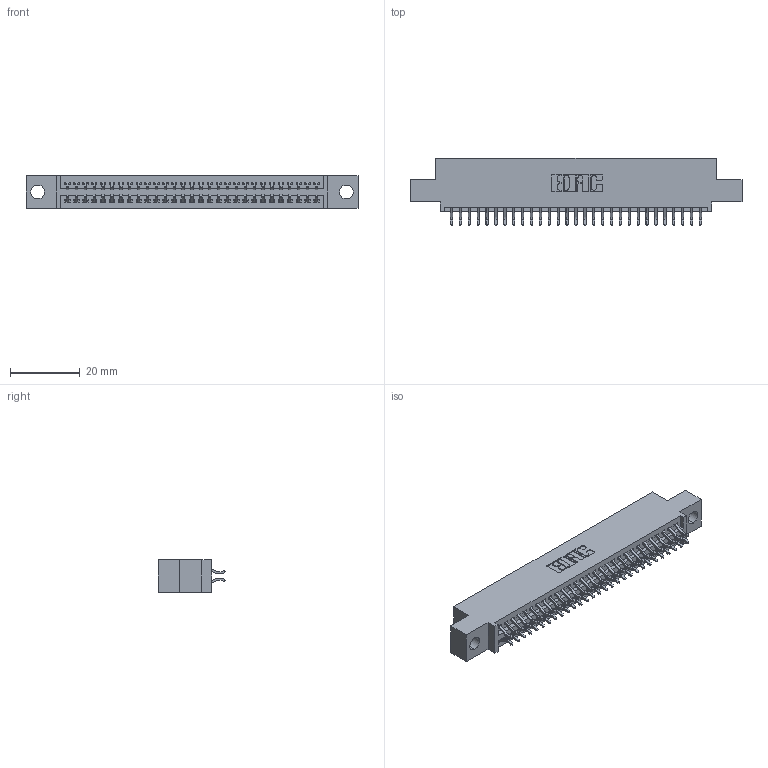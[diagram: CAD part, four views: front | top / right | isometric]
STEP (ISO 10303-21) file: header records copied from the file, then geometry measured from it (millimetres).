
FILE_DESCRIPTION (( 'STEP AP203' ), '1' );
FILE_NAME ('395-058-556-504.STEP', '2021-06-17T01:45:29', ( '' ), ( '' ), 'SwSTEP 2.0', 'SolidWorks 2020', '' );
FILE_SCHEMA (( 'CONFIG_CONTROL_DESIGN' ));
Length unit declared in the file: inch
Products named in the file (3): 395-058-556-504; 345-292-001_556 Tail; 345 Part_0.110 Offset - 0.156 Dia-TI
Assembly tree (59 placements, depth 2):
  395-058-556-504
    345 Part_0.110 Offset - 0.156 Dia-TI
    345-292-001_556 Tail  x58
Bounding box: 94.87 x 19.24 x 9.4 mm (x, y, z)
Volume: 8913.4 mm3; surface area: 12817.4 mm2
Topology: 59 solids, 59 shells, 3392 faces, 10075 edges, 6638 vertices
Faces by surface type: plane 2244, cylinder 1148
Entity records: 25275 total; most frequent: CARTESIAN_POINT 4270, ORIENTED_EDGE 4190, DIRECTION 3767, EDGE_CURVE 2095, LINE 1839, VECTOR 1839, VERTEX_POINT 1394, AXIS2_PLACEMENT_3D 964
